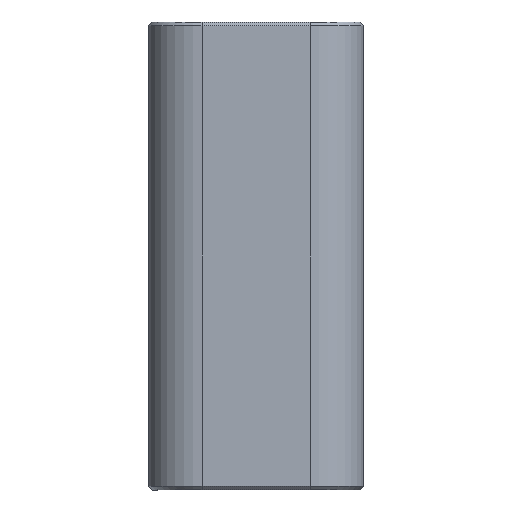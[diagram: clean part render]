
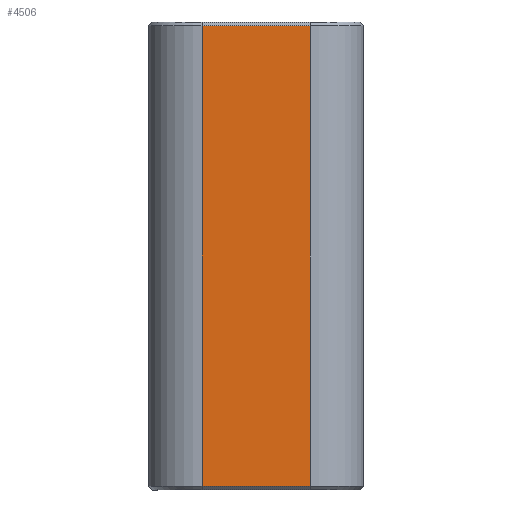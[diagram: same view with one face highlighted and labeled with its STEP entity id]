
A CAD part, front view. The second image highlights one B-rep face of the part: STEP entity #4506.
In plain terms, the highlighted planar face has unit normal (0, -1, 0).
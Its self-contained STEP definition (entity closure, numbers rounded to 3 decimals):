
#1124 = PLANE('',#1125);
#1125 = AXIS2_PLACEMENT_3D('',#1126,#1127,#1128);
#1126 = CARTESIAN_POINT('',(-3.,-2.9,25.9));
#1127 = DIRECTION('',(0.,0.707,-0.707));
#1128 = DIRECTION('',(1.,0.,0.));
#1600 = PLANE('',#1601);
#1601 = AXIS2_PLACEMENT_3D('',#1602,#1603,#1604);
#1602 = CARTESIAN_POINT('',(-3.,-2.9,0.1));
#1603 = DIRECTION('',(0.,-0.707,
    -0.707));
#1604 = DIRECTION('',(-1.,0.,0.));
#2790 = VERTEX_POINT('',#2791);
#2791 = CARTESIAN_POINT('',(-3.,-3.,25.8));
#2825 = CYLINDRICAL_SURFACE('',#2826,3.);
#2826 = AXIS2_PLACEMENT_3D('',#2827,#2828,#2829);
#2827 = CARTESIAN_POINT('',(-3.,0.,0.));
#2828 = DIRECTION('',(-0.,-0.,-1.));
#2829 = DIRECTION('',(1.,0.,0.));
#2901 = VERTEX_POINT('',#2902);
#2902 = CARTESIAN_POINT('',(3.,-3.,25.8));
#2921 = EDGE_CURVE('',#2790,#2901,#2922,.T.);
#2922 = SURFACE_CURVE('',#2923,(#2927,#2934),.PCURVE_S1.);
#2923 = LINE('',#2924,#2925);
#2924 = CARTESIAN_POINT('',(-3.,-3.,25.8));
#2925 = VECTOR('',#2926,1.);
#2926 = DIRECTION('',(1.,0.,0.));
#2927 = PCURVE('',#1124,#2928);
#2928 = DEFINITIONAL_REPRESENTATION('',(#2929),#2933);
#2929 = LINE('',#2930,#2931);
#2930 = CARTESIAN_POINT('',(0.,0.141));
#2931 = VECTOR('',#2932,1.);
#2932 = DIRECTION('',(1.,0.));
#2933 = ( GEOMETRIC_REPRESENTATION_CONTEXT(2) 
PARAMETRIC_REPRESENTATION_CONTEXT() REPRESENTATION_CONTEXT('2D SPACE',''
  ) );
#2934 = PCURVE('',#2935,#2940);
#2935 = PLANE('',#2936);
#2936 = AXIS2_PLACEMENT_3D('',#2937,#2938,#2939);
#2937 = CARTESIAN_POINT('',(-3.,-3.,0.));
#2938 = DIRECTION('',(0.,1.,0.));
#2939 = DIRECTION('',(1.,0.,0.));
#2940 = DEFINITIONAL_REPRESENTATION('',(#2941),#2945);
#2941 = LINE('',#2942,#2943);
#2942 = CARTESIAN_POINT('',(0.,-25.8));
#2943 = VECTOR('',#2944,1.);
#2944 = DIRECTION('',(1.,0.));
#2945 = ( GEOMETRIC_REPRESENTATION_CONTEXT(2) 
PARAMETRIC_REPRESENTATION_CONTEXT() REPRESENTATION_CONTEXT('2D SPACE',''
  ) );
#3046 = CYLINDRICAL_SURFACE('',#3047,3.);
#3047 = AXIS2_PLACEMENT_3D('',#3048,#3049,#3050);
#3048 = CARTESIAN_POINT('',(3.,0.,0.));
#3049 = DIRECTION('',(-0.,-0.,-1.));
#3050 = DIRECTION('',(1.,0.,0.));
#3510 = VERTEX_POINT('',#3511);
#3511 = CARTESIAN_POINT('',(-3.,-3.,0.2));
#3557 = EDGE_CURVE('',#3510,#3558,#3560,.T.);
#3558 = VERTEX_POINT('',#3559);
#3559 = CARTESIAN_POINT('',(3.,-3.,0.2));
#3560 = SURFACE_CURVE('',#3561,(#3565,#3572),.PCURVE_S1.);
#3561 = LINE('',#3562,#3563);
#3562 = CARTESIAN_POINT('',(-3.,-3.,0.2));
#3563 = VECTOR('',#3564,1.);
#3564 = DIRECTION('',(1.,0.,0.));
#3565 = PCURVE('',#1600,#3566);
#3566 = DEFINITIONAL_REPRESENTATION('',(#3567),#3571);
#3567 = LINE('',#3568,#3569);
#3568 = CARTESIAN_POINT('',(-0.,-0.141));
#3569 = VECTOR('',#3570,1.);
#3570 = DIRECTION('',(-1.,0.));
#3571 = ( GEOMETRIC_REPRESENTATION_CONTEXT(2) 
PARAMETRIC_REPRESENTATION_CONTEXT() REPRESENTATION_CONTEXT('2D SPACE',''
  ) );
#3572 = PCURVE('',#2935,#3573);
#3573 = DEFINITIONAL_REPRESENTATION('',(#3574),#3578);
#3574 = LINE('',#3575,#3576);
#3575 = CARTESIAN_POINT('',(0.,-0.2));
#3576 = VECTOR('',#3577,1.);
#3577 = DIRECTION('',(1.,0.));
#3578 = ( GEOMETRIC_REPRESENTATION_CONTEXT(2) 
PARAMETRIC_REPRESENTATION_CONTEXT() REPRESENTATION_CONTEXT('2D SPACE',''
  ) );
#4476 = EDGE_CURVE('',#3510,#2790,#4477,.T.);
#4477 = SURFACE_CURVE('',#4478,(#4482,#4489),.PCURVE_S1.);
#4478 = LINE('',#4479,#4480);
#4479 = CARTESIAN_POINT('',(-3.,-3.,0.));
#4480 = VECTOR('',#4481,1.);
#4481 = DIRECTION('',(0.,0.,1.));
#4482 = PCURVE('',#2825,#4483);
#4483 = DEFINITIONAL_REPRESENTATION('',(#4484),#4488);
#4484 = LINE('',#4485,#4486);
#4485 = CARTESIAN_POINT('',(-4.712,0.));
#4486 = VECTOR('',#4487,1.);
#4487 = DIRECTION('',(-0.,-1.));
#4488 = ( GEOMETRIC_REPRESENTATION_CONTEXT(2) 
PARAMETRIC_REPRESENTATION_CONTEXT() REPRESENTATION_CONTEXT('2D SPACE',''
  ) );
#4489 = PCURVE('',#2935,#4490);
#4490 = DEFINITIONAL_REPRESENTATION('',(#4491),#4495);
#4491 = LINE('',#4492,#4493);
#4492 = CARTESIAN_POINT('',(0.,0.));
#4493 = VECTOR('',#4494,1.);
#4494 = DIRECTION('',(0.,-1.));
#4495 = ( GEOMETRIC_REPRESENTATION_CONTEXT(2) 
PARAMETRIC_REPRESENTATION_CONTEXT() REPRESENTATION_CONTEXT('2D SPACE',''
  ) );
#4506 = ADVANCED_FACE('',(#4507),#2935,.F.);
#4507 = FACE_BOUND('',#4508,.F.);
#4508 = EDGE_LOOP('',(#4509,#4510,#4511,#4532));
#4509 = ORIENTED_EDGE('',*,*,#4476,.T.);
#4510 = ORIENTED_EDGE('',*,*,#2921,.T.);
#4511 = ORIENTED_EDGE('',*,*,#4512,.F.);
#4512 = EDGE_CURVE('',#3558,#2901,#4513,.T.);
#4513 = SURFACE_CURVE('',#4514,(#4518,#4525),.PCURVE_S1.);
#4514 = LINE('',#4515,#4516);
#4515 = CARTESIAN_POINT('',(3.,-3.,0.));
#4516 = VECTOR('',#4517,1.);
#4517 = DIRECTION('',(0.,0.,1.));
#4518 = PCURVE('',#2935,#4519);
#4519 = DEFINITIONAL_REPRESENTATION('',(#4520),#4524);
#4520 = LINE('',#4521,#4522);
#4521 = CARTESIAN_POINT('',(6.,0.));
#4522 = VECTOR('',#4523,1.);
#4523 = DIRECTION('',(0.,-1.));
#4524 = ( GEOMETRIC_REPRESENTATION_CONTEXT(2) 
PARAMETRIC_REPRESENTATION_CONTEXT() REPRESENTATION_CONTEXT('2D SPACE',''
  ) );
#4525 = PCURVE('',#3046,#4526);
#4526 = DEFINITIONAL_REPRESENTATION('',(#4527),#4531);
#4527 = LINE('',#4528,#4529);
#4528 = CARTESIAN_POINT('',(-4.712,0.));
#4529 = VECTOR('',#4530,1.);
#4530 = DIRECTION('',(-0.,-1.));
#4531 = ( GEOMETRIC_REPRESENTATION_CONTEXT(2) 
PARAMETRIC_REPRESENTATION_CONTEXT() REPRESENTATION_CONTEXT('2D SPACE',''
  ) );
#4532 = ORIENTED_EDGE('',*,*,#3557,.F.);
